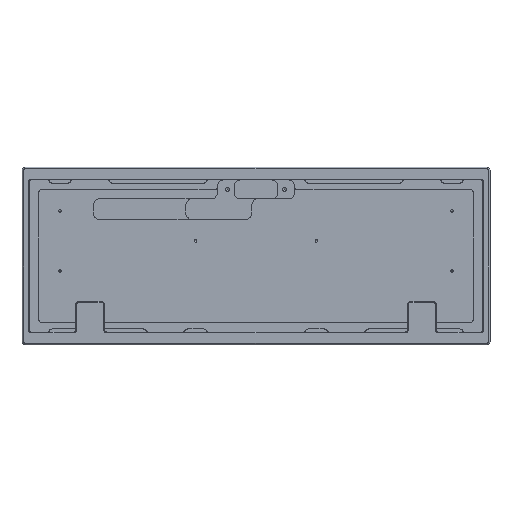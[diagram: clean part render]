
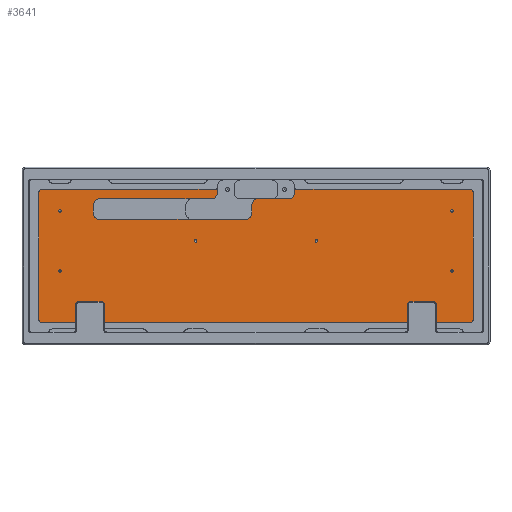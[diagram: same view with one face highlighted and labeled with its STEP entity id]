
A CAD part, top view. The second image highlights one B-rep face of the part: STEP entity #3641.
In plain terms, the highlighted planar face has unit normal (0, 0, 1).
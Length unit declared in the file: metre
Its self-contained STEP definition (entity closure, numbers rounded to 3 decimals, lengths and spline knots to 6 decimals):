
#68=CIRCLE('',#3736,0.004);
#70=CIRCLE('',#3739,0.004);
#72=CIRCLE('',#3742,0.004);
#74=CIRCLE('',#3745,0.004);
#194=CIRCLE('',#3934,0.004);
#195=CIRCLE('',#3937,0.004);
#234=CIRCLE('',#4033,0.0008);
#235=CIRCLE('',#4034,0.0008);
#236=CIRCLE('',#4035,0.0008);
#237=CIRCLE('',#4036,0.0008);
#238=CIRCLE('',#4037,0.0008);
#239=CIRCLE('',#4038,0.0008);
#240=CIRCLE('',#4039,0.00225);
#241=CIRCLE('',#4040,0.0015);
#242=CIRCLE('',#4041,0.0015);
#243=CIRCLE('',#4042,0.00225);
#244=CIRCLE('',#4043,0.00225);
#245=CIRCLE('',#4044,0.00225);
#1108=ORIENTED_EDGE('',*,*,#1854,.T.);
#1109=ORIENTED_EDGE('',*,*,#1855,.T.);
#1110=ORIENTED_EDGE('',*,*,#1856,.T.);
#1111=ORIENTED_EDGE('',*,*,#1857,.T.);
#1112=ORIENTED_EDGE('',*,*,#1858,.T.);
#1113=ORIENTED_EDGE('',*,*,#1859,.T.);
#1114=ORIENTED_EDGE('',*,*,#1840,.T.);
#1115=ORIENTED_EDGE('',*,*,#1860,.T.);
#1116=ORIENTED_EDGE('',*,*,#1843,.T.);
#1117=ORIENTED_EDGE('',*,*,#1861,.T.);
#1118=ORIENTED_EDGE('',*,*,#1412,.T.);
#1119=ORIENTED_EDGE('',*,*,#1444,.T.);
#1120=ORIENTED_EDGE('',*,*,#1405,.T.);
#1121=ORIENTED_EDGE('',*,*,#1754,.T.);
#1122=ORIENTED_EDGE('',*,*,#1431,.T.);
#1123=ORIENTED_EDGE('',*,*,#1438,.T.);
#1124=ORIENTED_EDGE('',*,*,#1424,.F.);
#1125=ORIENTED_EDGE('',*,*,#1440,.T.);
#1126=ORIENTED_EDGE('',*,*,#1434,.F.);
#1127=ORIENTED_EDGE('',*,*,#1442,.T.);
#1128=ORIENTED_EDGE('',*,*,#1418,.F.);
#1129=ORIENTED_EDGE('',*,*,#1753,.T.);
#1130=ORIENTED_EDGE('',*,*,#1740,.F.);
#1131=ORIENTED_EDGE('',*,*,#1862,.T.);
#1132=ORIENTED_EDGE('',*,*,#1845,.T.);
#1133=ORIENTED_EDGE('',*,*,#1863,.T.);
#1134=ORIENTED_EDGE('',*,*,#1849,.F.);
#1135=ORIENTED_EDGE('',*,*,#1864,.T.);
#1136=ORIENTED_EDGE('',*,*,#1852,.F.);
#1137=ORIENTED_EDGE('',*,*,#1865,.T.);
#1405=EDGE_CURVE('',#1934,#1933,#2285,.T.);
#1412=EDGE_CURVE('',#1940,#1941,#2292,.T.);
#1418=EDGE_CURVE('',#1946,#1947,#2298,.T.);
#1424=EDGE_CURVE('',#1952,#1953,#2304,.T.);
#1431=EDGE_CURVE('',#1960,#1959,#2311,.T.);
#1434=EDGE_CURVE('',#1962,#1963,#2314,.T.);
#1438=EDGE_CURVE('',#1959,#1953,#68,.F.);
#1440=EDGE_CURVE('',#1952,#1963,#70,.F.);
#1442=EDGE_CURVE('',#1962,#1947,#72,.F.);
#1444=EDGE_CURVE('',#1941,#1934,#74,.F.);
#1740=EDGE_CURVE('',#2197,#2198,#2496,.T.);
#1753=EDGE_CURVE('',#1946,#2198,#194,.T.);
#1754=EDGE_CURVE('',#1933,#1960,#195,.T.);
#1840=EDGE_CURVE('',#2257,#2256,#2550,.T.);
#1843=EDGE_CURVE('',#2259,#2258,#2553,.T.);
#1845=EDGE_CURVE('',#2260,#2261,#2555,.T.);
#1849=EDGE_CURVE('',#2262,#2263,#2559,.T.);
#1852=EDGE_CURVE('',#2264,#2265,#2562,.T.);
#1854=EDGE_CURVE('',#2266,#2266,#234,.F.);
#1855=EDGE_CURVE('',#2267,#2267,#235,.F.);
#1856=EDGE_CURVE('',#2268,#2268,#236,.F.);
#1857=EDGE_CURVE('',#2269,#2269,#237,.F.);
#1858=EDGE_CURVE('',#2270,#2270,#238,.F.);
#1859=EDGE_CURVE('',#2271,#2271,#239,.F.);
#1860=EDGE_CURVE('',#2256,#2259,#240,.T.);
#1861=EDGE_CURVE('',#2258,#1940,#241,.F.);
#1862=EDGE_CURVE('',#2197,#2260,#242,.F.);
#1863=EDGE_CURVE('',#2261,#2263,#243,.T.);
#1864=EDGE_CURVE('',#2262,#2265,#244,.T.);
#1865=EDGE_CURVE('',#2264,#2257,#245,.T.);
#1933=VERTEX_POINT('',#5255);
#1934=VERTEX_POINT('',#5257);
#1940=VERTEX_POINT('',#5271);
#1941=VERTEX_POINT('',#5272);
#1946=VERTEX_POINT('',#5284);
#1947=VERTEX_POINT('',#5285);
#1952=VERTEX_POINT('',#5297);
#1953=VERTEX_POINT('',#5298);
#1959=VERTEX_POINT('',#5311);
#1960=VERTEX_POINT('',#5313);
#1962=VERTEX_POINT('',#5319);
#1963=VERTEX_POINT('',#5320);
#2197=VERTEX_POINT('',#5944);
#2198=VERTEX_POINT('',#5946);
#2256=VERTEX_POINT('',#6161);
#2257=VERTEX_POINT('',#6163);
#2258=VERTEX_POINT('',#6167);
#2259=VERTEX_POINT('',#6169);
#2260=VERTEX_POINT('',#6173);
#2261=VERTEX_POINT('',#6174);
#2262=VERTEX_POINT('',#6179);
#2263=VERTEX_POINT('',#6181);
#2264=VERTEX_POINT('',#6185);
#2265=VERTEX_POINT('',#6187);
#2266=VERTEX_POINT('',#6191);
#2267=VERTEX_POINT('',#6193);
#2268=VERTEX_POINT('',#6195);
#2269=VERTEX_POINT('',#6197);
#2270=VERTEX_POINT('',#6199);
#2271=VERTEX_POINT('',#6201);
#2285=LINE('',#5256,#2605);
#2292=LINE('',#5270,#2612);
#2298=LINE('',#5283,#2618);
#2304=LINE('',#5296,#2624);
#2311=LINE('',#5312,#2631);
#2314=LINE('',#5318,#2634);
#2496=LINE('',#5945,#2816);
#2550=LINE('',#6162,#2870);
#2553=LINE('',#6168,#2873);
#2555=LINE('',#6172,#2875);
#2559=LINE('',#6180,#2879);
#2562=LINE('',#6186,#2882);
#2605=VECTOR('',#4134,1.);
#2612=VECTOR('',#4143,1.);
#2618=VECTOR('',#4151,1.);
#2624=VECTOR('',#4159,1.);
#2631=VECTOR('',#4168,1.);
#2634=VECTOR('',#4173,1.);
#2816=VECTOR('',#4733,1.);
#2870=VECTOR('',#4995,1.);
#2873=VECTOR('',#5000,1.);
#2875=VECTOR('',#5004,1.);
#2879=VECTOR('',#5010,1.);
#2882=VECTOR('',#5015,1.);
#3077=EDGE_LOOP('',(#1108));
#3078=EDGE_LOOP('',(#1109));
#3079=EDGE_LOOP('',(#1110));
#3080=EDGE_LOOP('',(#1111));
#3081=EDGE_LOOP('',(#1112));
#3082=EDGE_LOOP('',(#1113));
#3083=EDGE_LOOP('',(#1114,#1115,#1116,#1117,#1118,#1119,#1120,#1121,#1122,
#1123,#1124,#1125,#1126,#1127,#1128,#1129,#1130,#1131,#1132,#1133,#1134,
#1135,#1136,#1137));
#3319=FACE_BOUND('',#3077,.T.);
#3320=FACE_BOUND('',#3078,.T.);
#3321=FACE_BOUND('',#3079,.T.);
#3322=FACE_BOUND('',#3080,.T.);
#3323=FACE_BOUND('',#3081,.T.);
#3324=FACE_BOUND('',#3082,.T.);
#3325=FACE_BOUND('',#3083,.T.);
#3479=PLANE('',#4032);
#3641=ADVANCED_FACE('',(#3319,#3320,#3321,#3322,#3323,#3324,#3325),#3479,
 .T.);
#3736=AXIS2_PLACEMENT_3D('',#5327,#4179,#4180);
#3739=AXIS2_PLACEMENT_3D('',#5330,#4185,#4186);
#3742=AXIS2_PLACEMENT_3D('',#5333,#4191,#4192);
#3745=AXIS2_PLACEMENT_3D('',#5336,#4197,#4198);
#3934=AXIS2_PLACEMENT_3D('',#5968,#4760,#4761);
#3937=AXIS2_PLACEMENT_3D('',#5971,#4766,#4767);
#4032=AXIS2_PLACEMENT_3D('',#6189,#5017,#5018);
#4033=AXIS2_PLACEMENT_3D('',#6190,#5019,#5020);
#4034=AXIS2_PLACEMENT_3D('',#6192,#5021,#5022);
#4035=AXIS2_PLACEMENT_3D('',#6194,#5023,#5024);
#4036=AXIS2_PLACEMENT_3D('',#6196,#5025,#5026);
#4037=AXIS2_PLACEMENT_3D('',#6198,#5027,#5028);
#4038=AXIS2_PLACEMENT_3D('',#6200,#5029,#5030);
#4039=AXIS2_PLACEMENT_3D('',#6202,#5031,#5032);
#4040=AXIS2_PLACEMENT_3D('',#6203,#5033,#5034);
#4041=AXIS2_PLACEMENT_3D('',#6204,#5035,#5036);
#4042=AXIS2_PLACEMENT_3D('',#6205,#5037,#5038);
#4043=AXIS2_PLACEMENT_3D('',#6206,#5039,#5040);
#4044=AXIS2_PLACEMENT_3D('',#6207,#5041,#5042);
#4134=DIRECTION('',(-1.,0.,0.));
#4143=DIRECTION('',(0.,-1.,0.));
#4151=DIRECTION('',(-1.,0.,0.));
#4159=DIRECTION('',(1.,0.,0.));
#4168=DIRECTION('',(0.,-1.,0.));
#4173=DIRECTION('',(0.,-1.,0.));
#4179=DIRECTION('',(0.,0.,1.));
#4180=DIRECTION('',(1.,0.,0.));
#4185=DIRECTION('',(0.,0.,1.));
#4186=DIRECTION('',(1.,0.,0.));
#4191=DIRECTION('',(0.,0.,1.));
#4192=DIRECTION('',(1.,0.,0.));
#4197=DIRECTION('',(0.,0.,1.));
#4198=DIRECTION('',(1.,0.,0.));
#4733=DIRECTION('',(0.,-1.,0.));
#4760=DIRECTION('',(0.,0.,1.));
#4761=DIRECTION('',(1.,0.,0.));
#4766=DIRECTION('',(0.,0.,1.));
#4767=DIRECTION('',(1.,0.,0.));
#4995=DIRECTION('',(0.,1.,0.));
#5000=DIRECTION('',(-1.,0.,0.));
#5004=DIRECTION('',(-1.,0.,0.));
#5010=DIRECTION('',(0.,1.,0.));
#5015=DIRECTION('',(-1.,0.,0.));
#5017=DIRECTION('',(0.,0.,1.));
#5018=DIRECTION('',(1.,0.,0.));
#5019=DIRECTION('',(0.,0.,1.));
#5020=DIRECTION('',(1.,0.,0.));
#5021=DIRECTION('',(0.,0.,1.));
#5022=DIRECTION('',(1.,0.,0.));
#5023=DIRECTION('',(0.,0.,1.));
#5024=DIRECTION('',(1.,0.,0.));
#5025=DIRECTION('',(0.,0.,1.));
#5026=DIRECTION('',(1.,0.,0.));
#5027=DIRECTION('',(0.,0.,1.));
#5028=DIRECTION('',(1.,0.,0.));
#5029=DIRECTION('',(0.,0.,1.));
#5030=DIRECTION('',(1.,0.,0.));
#5031=DIRECTION('',(0.,0.,1.));
#5032=DIRECTION('',(1.,0.,0.));
#5033=DIRECTION('',(0.,0.,1.));
#5034=DIRECTION('',(1.,0.,0.));
#5035=DIRECTION('',(0.,0.,1.));
#5036=DIRECTION('',(1.,0.,0.));
#5037=DIRECTION('',(0.,0.,1.));
#5038=DIRECTION('',(1.,0.,0.));
#5039=DIRECTION('',(0.,0.,1.));
#5040=DIRECTION('',(1.,0.,0.));
#5041=DIRECTION('',(0.,0.,1.));
#5042=DIRECTION('',(1.,0.,0.));
#5255=CARTESIAN_POINT('',(0.0013,0.0361,0.0005));
#5256=CARTESIAN_POINT('',(0.019125,0.0361,0.0005));
#5257=CARTESIAN_POINT('',(0.02035,0.0361,0.0005));
#5270=CARTESIAN_POINT('',(0.02435,0.0421,0.0005));
#5271=CARTESIAN_POINT('',(0.02435,0.0436,0.0005));
#5272=CARTESIAN_POINT('',(0.02435,0.0401,0.0005));
#5283=CARTESIAN_POINT('',(-0.0083,0.0361,0.0005));
#5284=CARTESIAN_POINT('',(-0.02835,0.0361,0.0005));
#5285=CARTESIAN_POINT('',(-0.09885,0.0361,0.0005));
#5296=CARTESIAN_POINT('',(-0.013525,0.0231,0.0005));
#5297=CARTESIAN_POINT('',(-0.09885,0.0231,0.0005));
#5298=CARTESIAN_POINT('',(-0.0067,0.0231,0.0005));
#5311=CARTESIAN_POINT('',(-0.0027,0.0271,0.0005));
#5312=CARTESIAN_POINT('',(-0.0027,0.0296,0.0005));
#5313=CARTESIAN_POINT('',(-0.0027,0.0321,0.0005));
#5318=CARTESIAN_POINT('',(-0.10285,0.0296,0.0005));
#5319=CARTESIAN_POINT('',(-0.10285,0.0321,0.0005));
#5320=CARTESIAN_POINT('',(-0.10285,0.0271,0.0005));
#5327=CARTESIAN_POINT('',(-0.0067,0.0271,0.0005));
#5330=CARTESIAN_POINT('',(-0.09885,0.0271,0.0005));
#5333=CARTESIAN_POINT('',(-0.09885,0.0321,0.0005));
#5336=CARTESIAN_POINT('',(0.02035,0.0401,0.0005));
#5944=CARTESIAN_POINT('',(-0.02435,0.0436,0.0005));
#5945=CARTESIAN_POINT('',(-0.02435,0.0421,0.0005));
#5946=CARTESIAN_POINT('',(-0.02435,0.0401,0.0005));
#5968=CARTESIAN_POINT('',(-0.02835,0.0401,0.0005));
#5971=CARTESIAN_POINT('',(0.0013,0.0321,0.0005));
#6161=CARTESIAN_POINT('',(0.13735,0.03985,0.0005));
#6162=CARTESIAN_POINT('',(0.13735,0.,0.0005));
#6163=CARTESIAN_POINT('',(0.13735,-0.03985,0.0005));
#6167=CARTESIAN_POINT('',(0.02585,0.0421,0.0005));
#6168=CARTESIAN_POINT('',(0.,0.0421,0.0005));
#6169=CARTESIAN_POINT('',(0.1351,0.0421,0.0005));
#6172=CARTESIAN_POINT('',(0.,0.0421,0.0005));
#6173=CARTESIAN_POINT('',(-0.02585,0.0421,0.0005));
#6174=CARTESIAN_POINT('',(-0.1351,0.0421,0.0005));
#6179=CARTESIAN_POINT('',(-0.13735,-0.03985,0.0005));
#6180=CARTESIAN_POINT('',(-0.13735,0.,0.0005));
#6181=CARTESIAN_POINT('',(-0.13735,0.03985,0.0005));
#6185=CARTESIAN_POINT('',(0.1351,-0.0421,0.0005));
#6186=CARTESIAN_POINT('',(0.,-0.0421,0.0005));
#6187=CARTESIAN_POINT('',(-0.1351,-0.0421,0.0005));
#6189=CARTESIAN_POINT('',(0.,0.,0.0005));
#6190=CARTESIAN_POINT('',(0.123825,-0.009525,0.0005));
#6191=CARTESIAN_POINT('',(0.124625,-0.009525,0.0005));
#6192=CARTESIAN_POINT('',(0.123825,0.028575,0.0005));
#6193=CARTESIAN_POINT('',(0.124625,0.028575,0.0005));
#6194=CARTESIAN_POINT('',(0.0381,0.009525,0.0005));
#6195=CARTESIAN_POINT('',(0.0389,0.009525,0.0005));
#6196=CARTESIAN_POINT('',(-0.0381,0.009525,0.0005));
#6197=CARTESIAN_POINT('',(-0.0373,0.009525,0.0005));
#6198=CARTESIAN_POINT('',(-0.123825,-0.009525,0.0005));
#6199=CARTESIAN_POINT('',(-0.123025,-0.009525,0.0005));
#6200=CARTESIAN_POINT('',(-0.123825,0.028575,0.0005));
#6201=CARTESIAN_POINT('',(-0.123025,0.028575,0.0005));
#6202=CARTESIAN_POINT('',(0.1351,0.03985,0.0005));
#6203=CARTESIAN_POINT('',(0.02585,0.0436,0.0005));
#6204=CARTESIAN_POINT('',(-0.02585,0.0436,0.0005));
#6205=CARTESIAN_POINT('',(-0.1351,0.03985,0.0005));
#6206=CARTESIAN_POINT('',(-0.1351,-0.03985,0.0005));
#6207=CARTESIAN_POINT('',(0.1351,-0.03985,0.0005));
